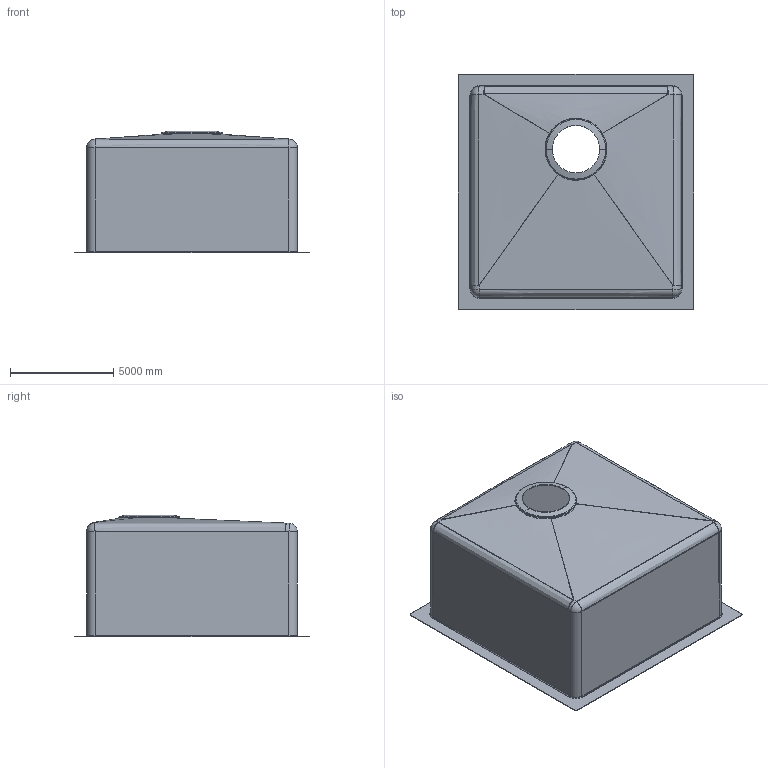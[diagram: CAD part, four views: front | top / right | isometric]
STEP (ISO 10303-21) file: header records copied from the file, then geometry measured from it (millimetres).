
FILE_DESCRIPTION((''),'2;1');
FILE_NAME('FA4545AR','2020-03-11T',('Administrator'),(''),'PRO/ENGINEER BY PARAMETRIC TECHNOLOGY CORPORATION, 2008380','PRO/ENGINEER BY PARAMETRIC TECHNOLOGY CORPORATION, 2008380','');
FILE_SCHEMA(('CONFIG_CONTROL_DESIGN'));
Length unit declared in the file: inch
Products named in the file (1): FA4545AR
Bounding box: 11430 x 11430 x 5897.88 mm (x, y, z)
Volume: 10350669207 mm3; surface area: 680831771.1 mm2
Topology: 1 solids, 1 shells, 125 faces, 272 edges, 150 vertices
Faces by surface type: bspline 60, cylinder 26, plane 15, torus 12, sphere 8, cone 4
Entity records: 7323 total; most frequent: CARTESIAN_POINT 4972, ORIENTED_EDGE 544, DIRECTION 388, EDGE_CURVE 272, AXIS2_PLACEMENT_3D 165, VERTEX_POINT 150, EDGE_LOOP 128, FACE_OUTER_BOUND 125
